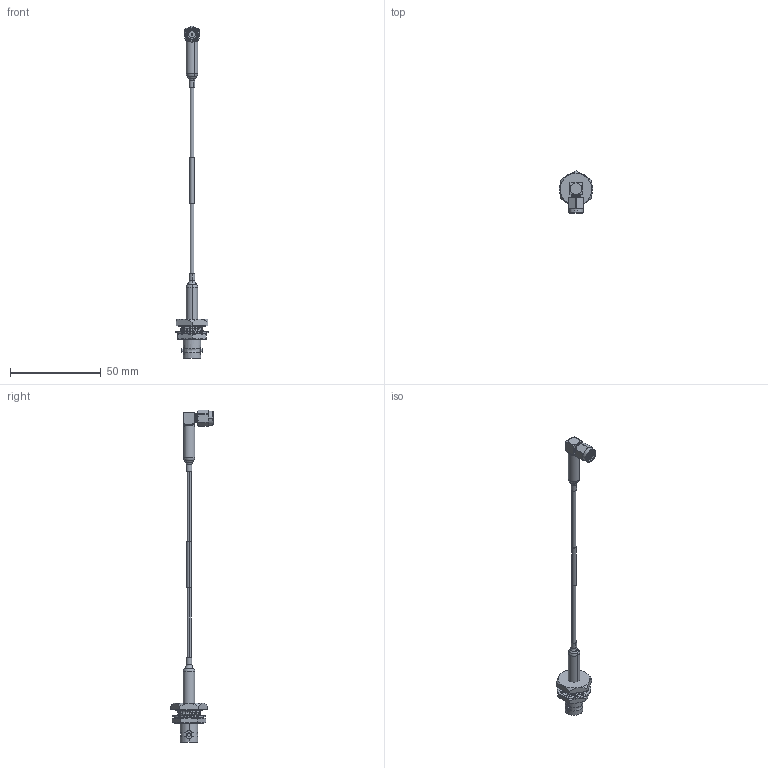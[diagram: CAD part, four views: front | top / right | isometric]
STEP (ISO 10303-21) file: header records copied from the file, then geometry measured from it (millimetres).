
FILE_DESCRIPTION (( 'STEP AP214' ), '1' );
FILE_NAME ('FMCA3265-0001_3D.step', '2023-05-10T07:41:02', ( '' ), ( '' ), 'SwSTEP 2.0', 'SolidWorks 2022', '' );
FILE_SCHEMA (( 'AUTOMOTIVE_DESIGN' ));
Length unit declared in the file: inch
Products named in the file (5): SC6052; FM-SR086ALTN-CL-BULK; PE4106 ¦ SC6015; FMCA3265-0001_3D; Copy of HeatShrink_SC6052^FMCA3265-0001
Assembly tree (5 placements, depth 2):
  FMCA3265-0001_3D
    SC6052
    Copy of HeatShrink_SC6052^FMCA3265-0001  x2
    FM-SR086ALTN-CL-BULK
    PE4106 ¦ SC6015
Bounding box: 18.34 x 23.42 x 182.45 mm (x, y, z)
Volume: 5240.2 mm3; surface area: 6544.7 mm2
Topology: 10 solids, 10 shells, 3609 faces, 7592 edges, 4026 vertices
Faces by surface type: bspline 2563, cylinder 694, plane 270, cone 68, torus 14
Entity records: 150807 total; most frequent: CARTESIAN_POINT 102903, ORIENTED_EDGE 15140, EDGE_CURVE 7570, VERTEX_POINT 4014, EDGE_LOOP 3630, FACE_OUTER_BOUND 3597, ADVANCED_FACE 3597, DIRECTION 3220
